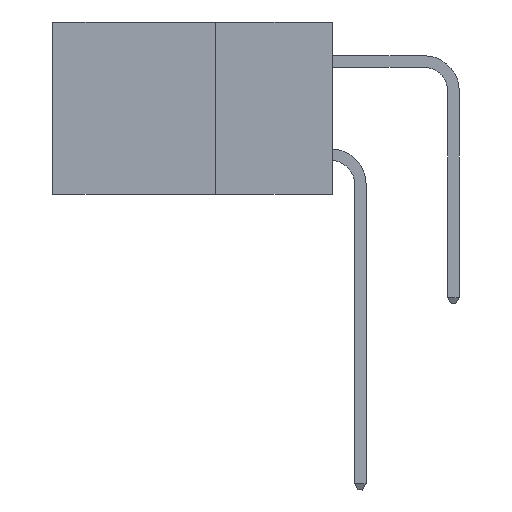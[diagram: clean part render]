
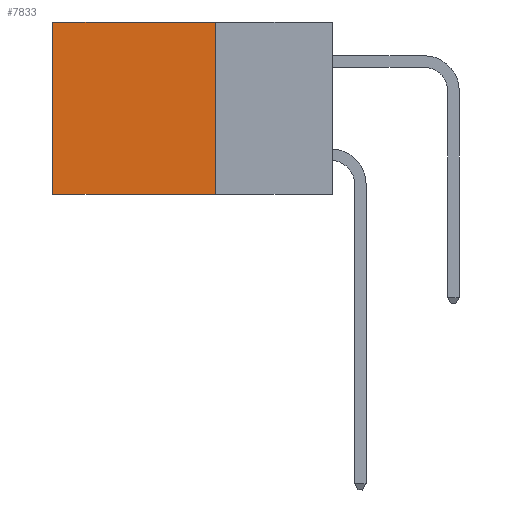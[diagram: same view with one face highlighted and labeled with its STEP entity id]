
A CAD part, left-side view. The second image highlights one B-rep face of the part: STEP entity #7833.
In plain terms, the highlighted planar face has unit normal (-1, 0, 0).
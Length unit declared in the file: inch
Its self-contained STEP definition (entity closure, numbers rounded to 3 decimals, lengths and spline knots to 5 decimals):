
#735 = VERTEX_POINT ( 'NONE', #22737 ) ;
#2628 = FACE_OUTER_BOUND ( 'NONE', #4020, .T. ) ;
#3446 = ORIENTED_EDGE ( 'NONE', *, *, #7251, .F. ) ;
#3914 = EDGE_CURVE ( 'NONE', #16468, #21059, #22185, .T. ) ;
#4020 = EDGE_LOOP ( 'NONE', ( #20547, #3446, #11420, #6483 ) ) ;
#4651 = CARTESIAN_POINT ( 'NONE',  ( 0.298, 0.6, 0. ) ) ;
#6172 = CARTESIAN_POINT ( 'NONE',  ( 0.298, 0.25, 0. ) ) ;
#6483 = ORIENTED_EDGE ( 'NONE', *, *, #11163, .T. ) ;
#7251 = EDGE_CURVE ( 'NONE', #735, #21059, #12785, .T. ) ;
#7507 = DIRECTION ( 'NONE',  ( 0., 1., 0. ) ) ;
#7833 = ADVANCED_FACE ( 'NONE', ( #2628 ), #22482, .F. ) ;
#7901 = VECTOR ( 'NONE', #9559, 39.37008 ) ;
#7915 = CARTESIAN_POINT ( 'NONE',  ( 0.298, 0.25, 0. ) ) ;
#8219 = AXIS2_PLACEMENT_3D ( 'NONE', #13759, #15572, #13998 ) ;
#8226 = LINE ( 'NONE', #9285, #19240 ) ;
#9285 = CARTESIAN_POINT ( 'NONE',  ( 0.298, 0.25, 0. ) ) ;
#9559 = DIRECTION ( 'NONE',  ( 0., 1., 0. ) ) ;
#11023 = DIRECTION ( 'NONE',  ( 0., 0., -1. ) ) ;
#11163 = EDGE_CURVE ( 'NONE', #20269, #16468, #21183, .T. ) ;
#11295 = CARTESIAN_POINT ( 'NONE',  ( 0.298, 0.25, -0.37 ) ) ;
#11420 = ORIENTED_EDGE ( 'NONE', *, *, #15548, .F. ) ;
#12154 = DIRECTION ( 'NONE',  ( 0., 0., -1. ) ) ;
#12785 = LINE ( 'NONE', #11295, #13636 ) ;
#13636 = VECTOR ( 'NONE', #7507, 39.37008 ) ;
#13759 = CARTESIAN_POINT ( 'NONE',  ( 0.298, 0.25, 0. ) ) ;
#13998 = DIRECTION ( 'NONE',  ( 0., 0., -1. ) ) ;
#15546 = CARTESIAN_POINT ( 'NONE',  ( 0.298, 0.6, 0. ) ) ;
#15548 = EDGE_CURVE ( 'NONE', #20269, #735, #8226, .T. ) ;
#15572 = DIRECTION ( 'NONE',  ( 1., 0., 0. ) ) ;
#16468 = VERTEX_POINT ( 'NONE', #4651 ) ;
#16692 = CARTESIAN_POINT ( 'NONE',  ( 0.298, 0.6, -0.37 ) ) ;
#16771 = VECTOR ( 'NONE', #12154, 39.37008 ) ;
#19240 = VECTOR ( 'NONE', #11023, 39.37008 ) ;
#20269 = VERTEX_POINT ( 'NONE', #7915 ) ;
#20547 = ORIENTED_EDGE ( 'NONE', *, *, #3914, .T. ) ;
#21059 = VERTEX_POINT ( 'NONE', #16692 ) ;
#21183 = LINE ( 'NONE', #6172, #7901 ) ;
#22185 = LINE ( 'NONE', #15546, #16771 ) ;
#22482 = PLANE ( 'NONE',  #8219 ) ;
#22737 = CARTESIAN_POINT ( 'NONE',  ( 0.298, 0.25, -0.37 ) ) ;
